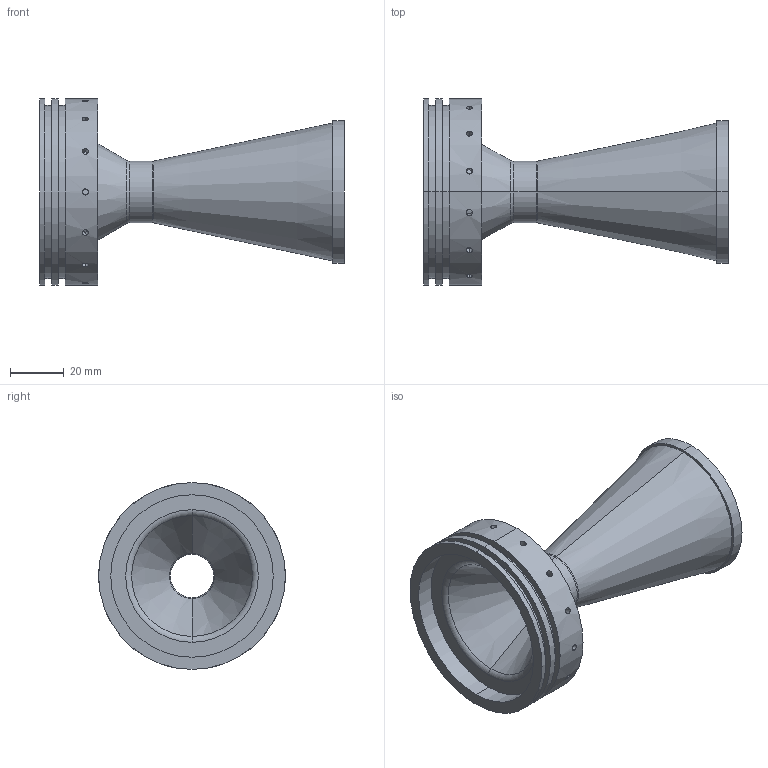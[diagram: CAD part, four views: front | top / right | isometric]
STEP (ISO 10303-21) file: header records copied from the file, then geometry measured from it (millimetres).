
FILE_DESCRIPTION (( 'STEP AP203' ), '1' );
FILE_NAME ('42746NakkaLambdaNozzleRev.STEP', '2020-12-31T13:41:20', ( '' ), ( '' ), 'SwSTEP 2.0', 'SolidWorks 2020', '' );
FILE_SCHEMA (( 'CONFIG_CONTROL_DESIGN' ));
Length unit declared in the file: inch
Products named in the file (1): 42746NakkaLambdaNozzleRev
Bounding box: 113.47 x 69.52 x 69.52 mm (x, y, z)
Volume: 43159.8 mm3; surface area: 38014.9 mm2
Topology: 1 solids, 1 shells, 116 faces, 260 edges, 154 vertices
Faces by surface type: cone 50, cylinder 46, torus 10, plane 10
Entity records: 4151 total; most frequent: CARTESIAN_POINT 1481, DIRECTION 546, ORIENTED_EDGE 520, EDGE_CURVE 260, AXIS2_PLACEMENT_3D 239, VERTEX_POINT 154, EDGE_LOOP 154, CIRCLE 122
